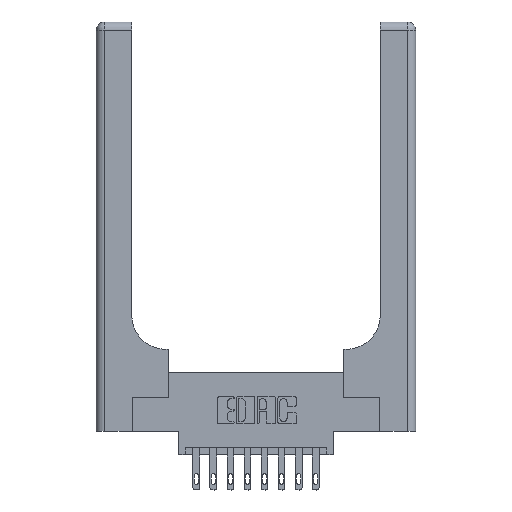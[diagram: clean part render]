
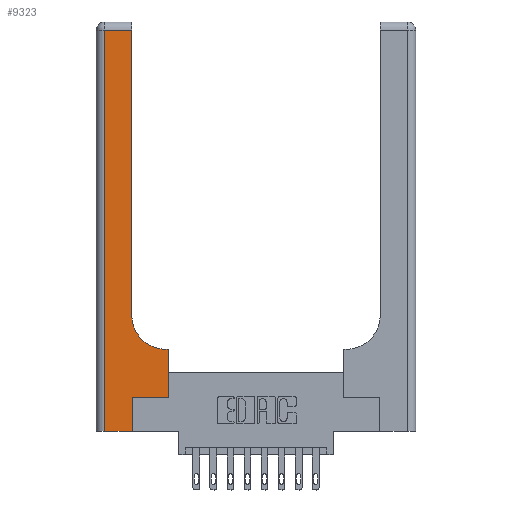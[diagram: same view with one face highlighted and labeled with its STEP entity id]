
A CAD part, top view. The second image highlights one B-rep face of the part: STEP entity #9323.
In plain terms, the highlighted planar face has unit normal (0, 0, 1).
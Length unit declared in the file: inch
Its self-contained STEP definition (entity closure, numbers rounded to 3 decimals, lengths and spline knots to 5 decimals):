
#76 = CARTESIAN_POINT ( 'NONE',  ( 0.26, 0.6, 0.37 ) ) ;
#108 = DIRECTION ( 'NONE',  ( 0., 1., 0. ) ) ;
#120 = CARTESIAN_POINT ( 'NONE',  ( 0.265, 0., 0.37 ) ) ;
#145 = LINE ( 'NONE', #76, #14988 ) ;
#327 = AXIS2_PLACEMENT_3D ( 'NONE', #8840, #7749, #4787 ) ;
#372 = VERTEX_POINT ( 'NONE', #3671 ) ;
#564 = EDGE_CURVE ( 'NONE', #11105, #1392, #6159, .T. ) ;
#701 = VECTOR ( 'NONE', #108, 39.37008 ) ;
#708 = VERTEX_POINT ( 'NONE', #120 ) ;
#805 = CARTESIAN_POINT ( 'NONE',  ( 0.265, 0.25, 0.37 ) ) ;
#882 = LINE ( 'NONE', #5647, #4671 ) ;
#1392 = VERTEX_POINT ( 'NONE', #15426 ) ;
#1570 = FACE_OUTER_BOUND ( 'NONE', #5403, .T. ) ;
#1842 = CARTESIAN_POINT ( 'NONE',  ( 0.528, 0.25, 0.37 ) ) ;
#2085 = DIRECTION ( 'NONE',  ( 0., 0., -1. ) ) ;
#2142 = CARTESIAN_POINT ( 'NONE',  ( 0., 2.94, 0.37 ) ) ;
#2287 = EDGE_CURVE ( 'NONE', #3823, #11105, #145, .T. ) ;
#2337 = EDGE_CURVE ( 'NONE', #372, #2590, #2579, .T. ) ;
#2579 = LINE ( 'NONE', #2734, #14734 ) ;
#2590 = VERTEX_POINT ( 'NONE', #9284 ) ;
#2637 = ORIENTED_EDGE ( 'NONE', *, *, #5952, .T. ) ;
#2734 = CARTESIAN_POINT ( 'NONE',  ( 0.06, 3., 0.37 ) ) ;
#2890 = DIRECTION ( 'NONE',  ( 0., -1., 0. ) ) ;
#2949 = CARTESIAN_POINT ( 'NONE',  ( 0.265, 0.25, 0.37 ) ) ;
#2982 = CARTESIAN_POINT ( 'NONE',  ( 0.528, 0.25, 0.37 ) ) ;
#2985 = VERTEX_POINT ( 'NONE', #2949 ) ;
#3176 = CARTESIAN_POINT ( 'NONE',  ( 0., 0., 0.37 ) ) ;
#3671 = CARTESIAN_POINT ( 'NONE',  ( 0.06, 2.94, 0.37 ) ) ;
#3823 = VERTEX_POINT ( 'NONE', #10476 ) ;
#4031 = ORIENTED_EDGE ( 'NONE', *, *, #15283, .T. ) ;
#4072 = PLANE ( 'NONE',  #327 ) ;
#4100 = CARTESIAN_POINT ( 'NONE',  ( 0.51, 0.6, 0.37 ) ) ;
#4420 = DIRECTION ( 'NONE',  ( 1., 0., 0. ) ) ;
#4671 = VECTOR ( 'NONE', #10411, 39.37008 ) ;
#4787 = DIRECTION ( 'NONE',  ( -1., 0., 0. ) ) ;
#4833 = DIRECTION ( 'NONE',  ( -1., 0., 0. ) ) ;
#5289 = ORIENTED_EDGE ( 'NONE', *, *, #6434, .T. ) ;
#5403 = EDGE_LOOP ( 'NONE', ( #5749, #4031, #5714, #2637, #9047, #5289, #10560, #9970, #7858 ) ) ;
#5564 = EDGE_CURVE ( 'NONE', #5991, #3823, #8988, .T. ) ;
#5647 = CARTESIAN_POINT ( 'NONE',  ( 0.265, 0., 0.37 ) ) ;
#5714 = ORIENTED_EDGE ( 'NONE', *, *, #2337, .T. ) ;
#5749 = ORIENTED_EDGE ( 'NONE', *, *, #9701, .T. ) ;
#5925 = AXIS2_PLACEMENT_3D ( 'NONE', #15247, #2085, #4420 ) ;
#5938 = VECTOR ( 'NONE', #11772, 39.37008 ) ;
#5952 = EDGE_CURVE ( 'NONE', #2590, #708, #13751, .T. ) ;
#5991 = VERTEX_POINT ( 'NONE', #1842 ) ;
#6159 = CIRCLE ( 'NONE', #5925, 0.25 ) ;
#6434 = EDGE_CURVE ( 'NONE', #2985, #5991, #12860, .T. ) ;
#7530 = CARTESIAN_POINT ( 'NONE',  ( 0.26, 3., 0.37 ) ) ;
#7749 = DIRECTION ( 'NONE',  ( 0., 0., -1. ) ) ;
#7844 = VERTEX_POINT ( 'NONE', #14117 ) ;
#7858 = ORIENTED_EDGE ( 'NONE', *, *, #564, .T. ) ;
#7917 = DIRECTION ( 'NONE',  ( 1., 0., 0. ) ) ;
#8098 = LINE ( 'NONE', #2142, #5938 ) ;
#8275 = VECTOR ( 'NONE', #9275, 39.37008 ) ;
#8472 = LINE ( 'NONE', #7530, #701 ) ;
#8840 = CARTESIAN_POINT ( 'NONE',  ( 0., 3., 0.37 ) ) ;
#8988 = LINE ( 'NONE', #2982, #8275 ) ;
#9047 = ORIENTED_EDGE ( 'NONE', *, *, #10036, .T. ) ;
#9275 = DIRECTION ( 'NONE',  ( 0., 1., 0. ) ) ;
#9284 = CARTESIAN_POINT ( 'NONE',  ( 0.06, 0., 0.37 ) ) ;
#9323 = ADVANCED_FACE ( 'NONE', ( #1570 ), #4072, .F. ) ;
#9701 = EDGE_CURVE ( 'NONE', #1392, #7844, #8472, .T. ) ;
#9970 = ORIENTED_EDGE ( 'NONE', *, *, #2287, .T. ) ;
#10036 = EDGE_CURVE ( 'NONE', #708, #2985, #882, .T. ) ;
#10411 = DIRECTION ( 'NONE',  ( 0., 1., 0. ) ) ;
#10451 = VECTOR ( 'NONE', #12563, 39.37008 ) ;
#10476 = CARTESIAN_POINT ( 'NONE',  ( 0.528, 0.6, 0.37 ) ) ;
#10560 = ORIENTED_EDGE ( 'NONE', *, *, #5564, .T. ) ;
#11105 = VERTEX_POINT ( 'NONE', #4100 ) ;
#11772 = DIRECTION ( 'NONE',  ( -1., 0., 0. ) ) ;
#12433 = VECTOR ( 'NONE', #7917, 39.37008 ) ;
#12563 = DIRECTION ( 'NONE',  ( 1., 0., 0. ) ) ;
#12860 = LINE ( 'NONE', #805, #12433 ) ;
#13751 = LINE ( 'NONE', #3176, #10451 ) ;
#14117 = CARTESIAN_POINT ( 'NONE',  ( 0.26, 2.94, 0.37 ) ) ;
#14734 = VECTOR ( 'NONE', #2890, 39.37008 ) ;
#14988 = VECTOR ( 'NONE', #4833, 39.37008 ) ;
#15247 = CARTESIAN_POINT ( 'NONE',  ( 0.51, 0.85, 0.37 ) ) ;
#15283 = EDGE_CURVE ( 'NONE', #7844, #372, #8098, .T. ) ;
#15426 = CARTESIAN_POINT ( 'NONE',  ( 0.26, 0.85, 0.37 ) ) ;
